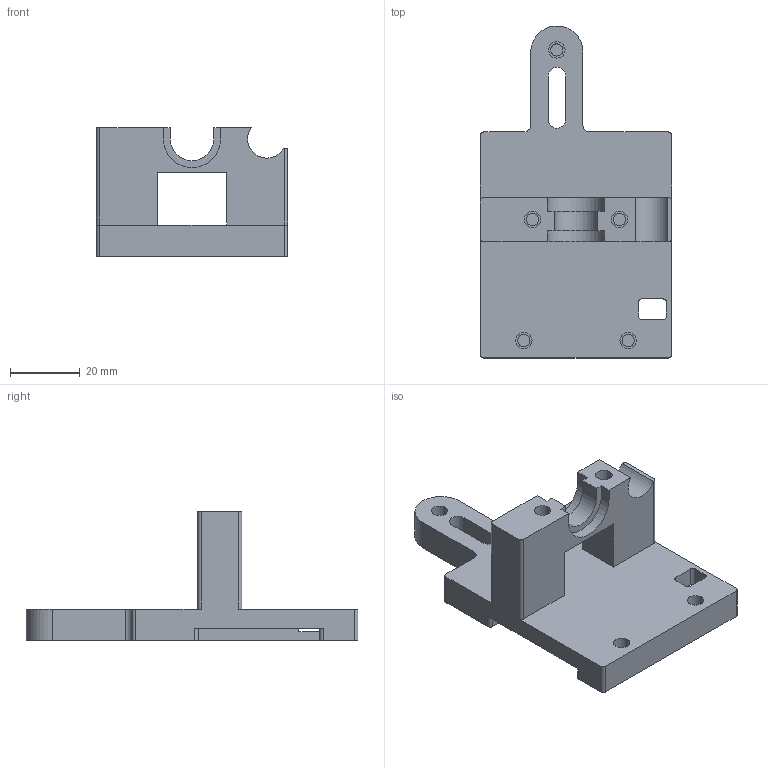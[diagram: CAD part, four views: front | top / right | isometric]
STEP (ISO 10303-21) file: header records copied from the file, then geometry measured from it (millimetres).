
FILE_DESCRIPTION((''),'2;1');
FILE_NAME('EXTRUDER_MOUNT','2023-02-15T17:17:45',('matteo.grassi'),(''),'CREO PARAMETRIC BY PTC INC, 2018020','CREO PARAMETRIC BY PTC INC, 2018020','');
FILE_SCHEMA(('AUTOMOTIVE_DESIGN { 1 0 10303 214 1 1 1 1 }'));
Length unit declared in the file: millimetre
Products named in the file (1): EXTRUDER_MOUNT
Bounding box: 55 x 95.49 x 37 mm (x, y, z)
Volume: 42758.6 mm3; surface area: 17029 mm2
Topology: 1 solids, 1 shells, 145 faces, 417 edges, 292 vertices
Faces by surface type: plane 75, cylinder 67, bspline 3
Entity records: 6396 total; most frequent: CARTESIAN_POINT 938, DIRECTION 888, ORIENTED_EDGE 834, PRESENTATION_STYLE_ASSIGNMENT 418, STYLED_ITEM 418, CURVE_STYLE 417, EDGE_CURVE 417, AXIS2_PLACEMENT_3D 328
